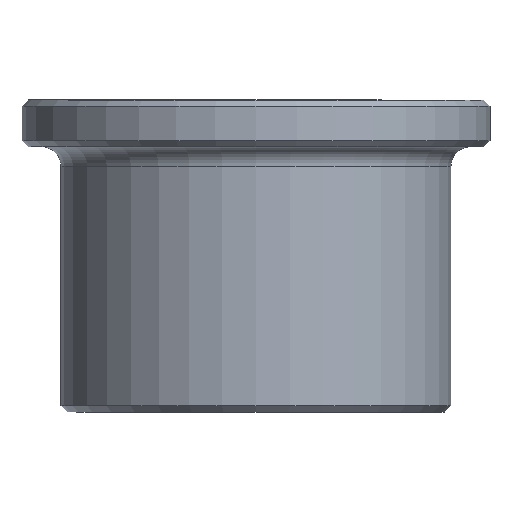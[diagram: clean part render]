
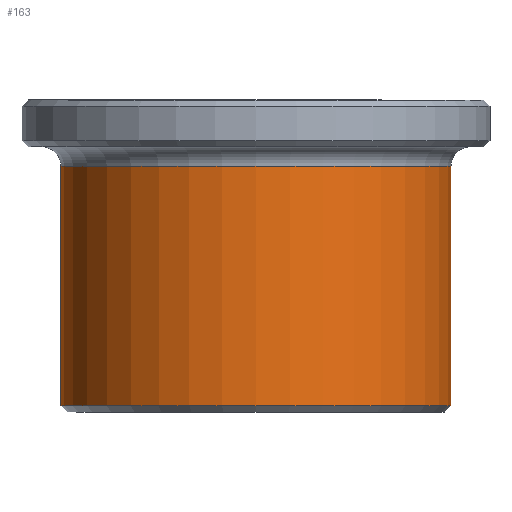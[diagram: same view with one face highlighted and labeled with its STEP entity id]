
A CAD part, front view. The second image highlights one B-rep face of the part: STEP entity #163.
In plain terms, the highlighted cylindrical face has radius 25 mm (diameter 50 mm), a full revolution.
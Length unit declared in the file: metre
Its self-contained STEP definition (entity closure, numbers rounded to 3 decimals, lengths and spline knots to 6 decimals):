
#163=ADVANCED_FACE('',(#199,#200),#201,.T.);
#199=FACE_OUTER_BOUND('',#2785,.T.);
#200=FACE_OUTER_BOUND('',#2786,.T.);
#201=CYLINDRICAL_SURFACE('',#2787,0.025);
#2785=EDGE_LOOP('',(#5402));
#2786=EDGE_LOOP('',(#5403));
#2787=AXIS2_PLACEMENT_3D('',#5404,#5405,#5406);
#5402=ORIENTED_EDGE('',*,*,#5455,.T.);
#5403=ORIENTED_EDGE('',*,*,#5456,.F.);
#5404=CARTESIAN_POINT('',(0.0,0.0,0.));
#5405=DIRECTION('',(0.0,0.,-1.0));
#5406=DIRECTION('',(0.0,1.0,0.));
#5455=EDGE_CURVE('',#5494,#5494,#5495,.T.);
#5456=EDGE_CURVE('',#5496,#5496,#5497,.T.);
#5494=VERTEX_POINT('',#5762);
#5495=CIRCLE('',#5763,0.025);
#5496=VERTEX_POINT('',#5764);
#5497=CIRCLE('',#5765,0.025);
#5762=CARTESIAN_POINT('',(0.0,0.025,0.0315));
#5763=AXIS2_PLACEMENT_3D('',#5809,#5810,#5811);
#5764=CARTESIAN_POINT('',(0.0,0.025,0.0008));
#5765=AXIS2_PLACEMENT_3D('',#5812,#5813,#5814);
#5809=CARTESIAN_POINT('',(0.0,0.0,0.0315));
#5810=DIRECTION('',(0.0,0.,-1.0));
#5811=DIRECTION('',(0.0,1.0,0.));
#5812=CARTESIAN_POINT('',(0.0,0.0,0.0008));
#5813=DIRECTION('',(0.0,0.,-1.0));
#5814=DIRECTION('',(0.0,1.0,0.));
